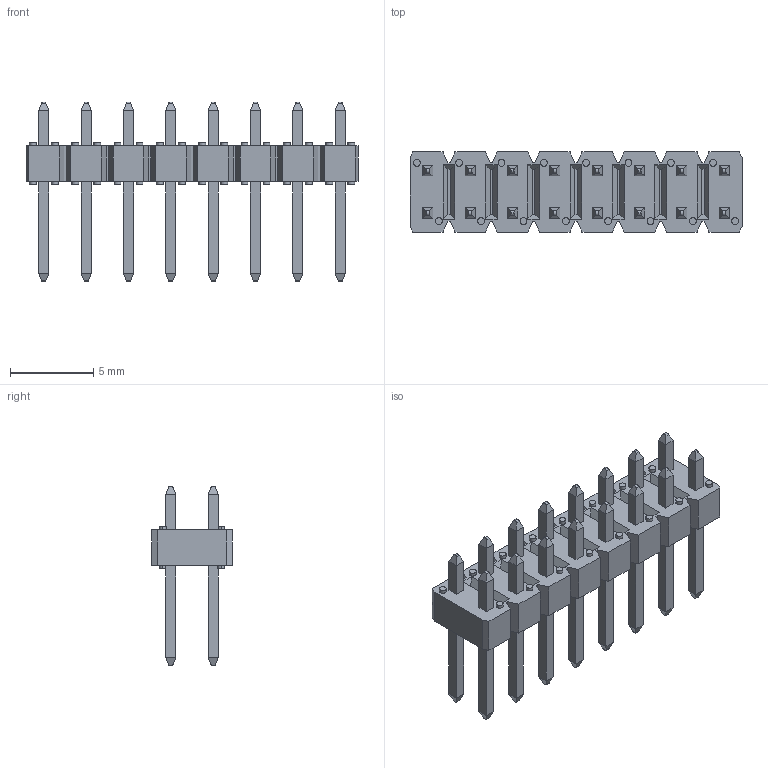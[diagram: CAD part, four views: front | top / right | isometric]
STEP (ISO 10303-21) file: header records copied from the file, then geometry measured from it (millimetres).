
FILE_DESCRIPTION(('STEP AP214'),'1');
FILE_NAME('6888.stp','2016-12-02T15:15:24',('TraceParts'),('TraceParts S.A.'),'Spatial InterOp 3D',' ',' ');
FILE_SCHEMA(('automotive_design'));
Length unit declared in the file: millimetre
Products named in the file (17): 77313_Y01_16_ASM|Next assembly relationship;98470-016; 77313_Y01_16_ASM|Next assembly relationship;77310_Y01
Bounding box: 19.92 x 4.83 x 10.8 mm (x, y, z)
Volume: 238.2 mm3; surface area: 833.6 mm2
Topology: 17 solids, 17 shells, 520 faces, 1192 edges, 752 vertices
Faces by surface type: plane 424, cylinder 96
Entity records: 15259 total; most frequent: CARTESIAN_POINT 3249, ORIENTED_EDGE 2384, DIRECTION 2330, EDGE_CURVE 1192, LINE 1000, VECTOR 1000, VERTEX_POINT 752, AXIS2_PLACEMENT_3D 665
